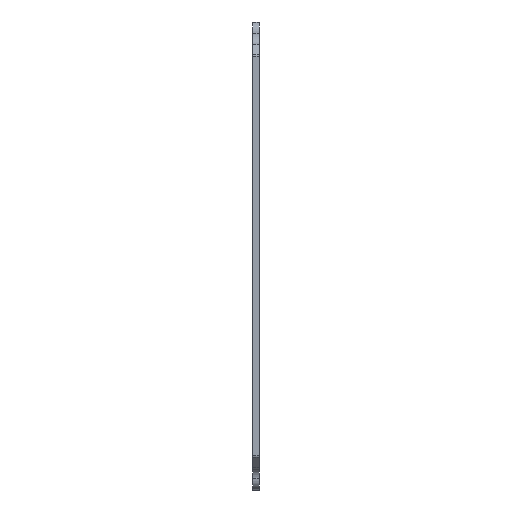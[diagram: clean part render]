
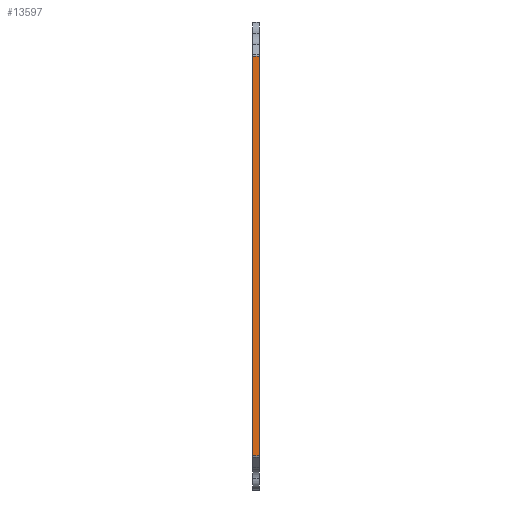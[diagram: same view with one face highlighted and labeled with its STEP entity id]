
A CAD part, left-side view. The second image highlights one B-rep face of the part: STEP entity #13597.
In plain terms, the highlighted planar face has unit normal (-1, 0, 0).
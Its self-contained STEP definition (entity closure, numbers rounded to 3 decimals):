
#223=PLANE('',#14661);
#567=FACE_OUTER_BOUND('',#1350,.T.);
#1350=EDGE_LOOP('',(#9794,#9795,#9796,#9797));
#2129=LINE('',#19900,#3491);
#2464=LINE('',#21368,#3826);
#2469=LINE('',#21381,#3831);
#2474=LINE('',#21392,#3836);
#3491=VECTOR('',#15735,10.);
#3826=VECTOR('',#16768,10.);
#3831=VECTOR('',#16781,10.);
#3836=VECTOR('',#16794,10.);
#5579=VERTEX_POINT('',#19897);
#5580=VERTEX_POINT('',#19899);
#6259=VERTEX_POINT('',#21366);
#6263=VERTEX_POINT('',#21380);
#6976=EDGE_CURVE('',#5580,#5579,#2129,.T.);
#7664=EDGE_CURVE('',#6259,#5579,#2464,.T.);
#7670=EDGE_CURVE('',#5580,#6263,#2469,.T.);
#7676=EDGE_CURVE('',#6263,#6259,#2474,.T.);
#9794=ORIENTED_EDGE('',*,*,#7664,.F.);
#9795=ORIENTED_EDGE('',*,*,#7676,.F.);
#9796=ORIENTED_EDGE('',*,*,#7670,.F.);
#9797=ORIENTED_EDGE('',*,*,#6976,.T.);
#13597=ADVANCED_FACE('',(#567),#223,.T.);
#14661=AXIS2_PLACEMENT_3D('',#21391,#16792,#16793);
#15735=DIRECTION('',(0.,0.,-1.));
#16768=DIRECTION('',(0.,1.,0.));
#16781=DIRECTION('',(0.,-1.,0.));
#16792=DIRECTION('center_axis',(-1.,0.,0.));
#16793=DIRECTION('ref_axis',(0.,0.,-1.));
#16794=DIRECTION('',(0.,0.,-1.));
#19897=CARTESIAN_POINT('',(0.,1.5,2.707));
#19899=CARTESIAN_POINT('',(0.,1.5,92.543));
#19900=CARTESIAN_POINT('',(0.,1.5,94.75));
#21366=CARTESIAN_POINT('',(0.,0.,2.707));
#21368=CARTESIAN_POINT('',(0.,1.5,2.707));
#21380=CARTESIAN_POINT('',(0.,0.,92.543));
#21381=CARTESIAN_POINT('',(0.,1.5,92.543));
#21391=CARTESIAN_POINT('Origin',(0.,1.5,94.75));
#21392=CARTESIAN_POINT('',(0.,0.,94.75));
